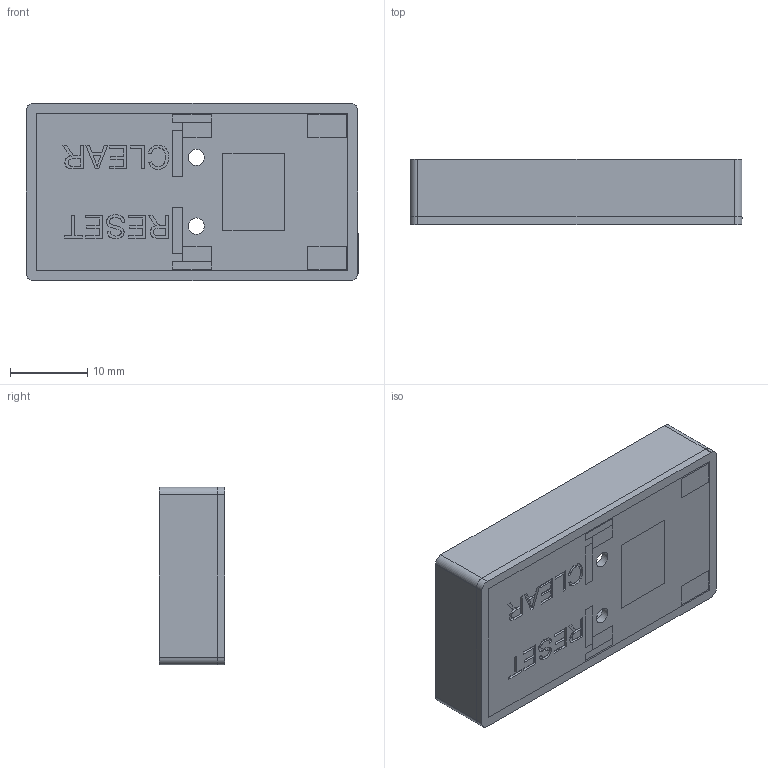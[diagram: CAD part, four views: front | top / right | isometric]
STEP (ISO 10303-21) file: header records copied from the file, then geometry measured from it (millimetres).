
FILE_DESCRIPTION(/* description */ (''),/* implementation_level */ '2;1');
FILE_NAME(/* name */ 'Box.step',/* time_stamp */ '2025-04-20T21:09:35+01:00',/* author */ (''),/* organization */ (''),/* preprocessor_version */ 'ST-DEVELOPER v20.1',/* originating_system */ 'Autodesk Translation Framework v14.4.0.0',/* authorisation */ '');
FILE_SCHEMA (('AUTOMOTIVE_DESIGN { 1 0 10303 214 3 1 1 }'));
Length unit declared in the file: millimetre
Products named in the file (1): Box
Bounding box: 43 x 8.5 x 23 mm (x, y, z)
Volume: 2847.8 mm3; surface area: 5639.5 mm2
Topology: 11 solids, 11 shells, 300 faces, 778 edges, 516 vertices
Faces by surface type: plane 187, bspline 99, cylinder 14
Full cylindrical faces by diameter (mm): 2.1 x2
Entity records: 10725 total; most frequent: CARTESIAN_POINT 4020, ORIENTED_EDGE 1556, DIRECTION 998, EDGE_CURVE 778, LINE 538, VECTOR 538, VERTEX_POINT 516, EDGE_LOOP 322
